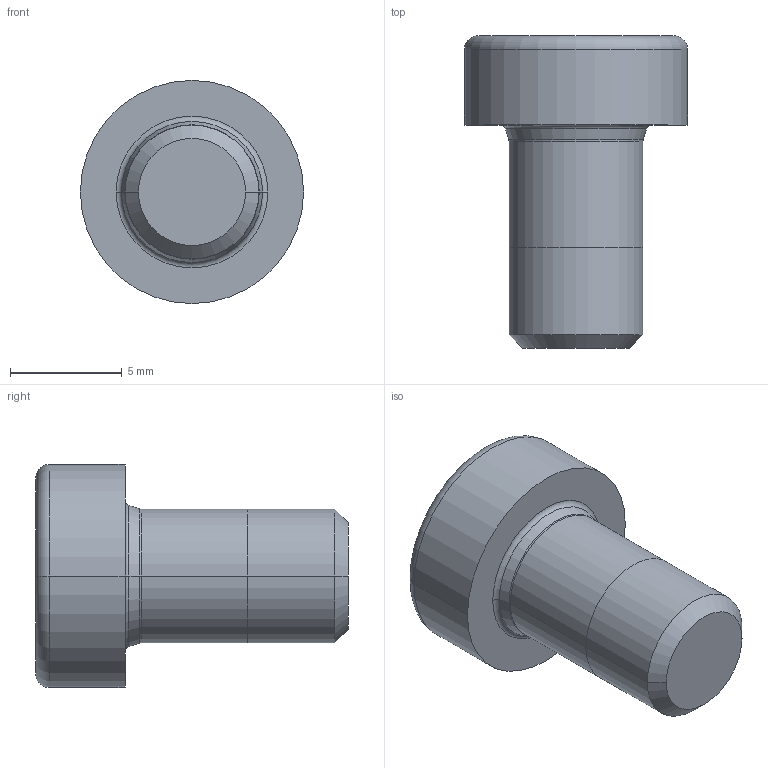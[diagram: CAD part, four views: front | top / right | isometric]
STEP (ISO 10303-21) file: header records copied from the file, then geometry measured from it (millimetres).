
FILE_DESCRIPTION((''),'2;1');
FILE_NAME('D6912_06_010_ST','2013-02-01T',('AndreasKeweloh'),(''),'PRO/ENGINEER BY PARAMETRIC TECHNOLOGY CORPORATION, 2012360','PRO/ENGINEER BY PARAMETRIC TECHNOLOGY CORPORATION, 2012360','');
FILE_SCHEMA(('CONFIG_CONTROL_DESIGN'));
Length unit declared in the file: millimetre
Products named in the file (1): D6912_06_010_ST
Bounding box: 10 x 14 x 10 mm (x, y, z)
Volume: 514.3 mm3; surface area: 591.7 mm2
Topology: 1 solids, 2 shells, 42 faces, 86 edges, 47 vertices
Faces by surface type: plane 16, cone 12, cylinder 8, torus 6
Entity records: 1206 total; most frequent: CARTESIAN_POINT 300, DIRECTION 190, ORIENTED_EDGE 164, EDGE_CURVE 84, AXIS2_PLACEMENT_3D 79, VERTEX_POINT 47, EDGE_LOOP 45, FACE_OUTER_BOUND 42
